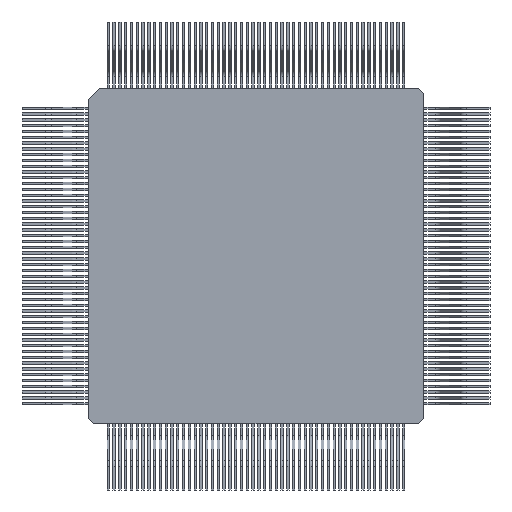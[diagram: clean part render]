
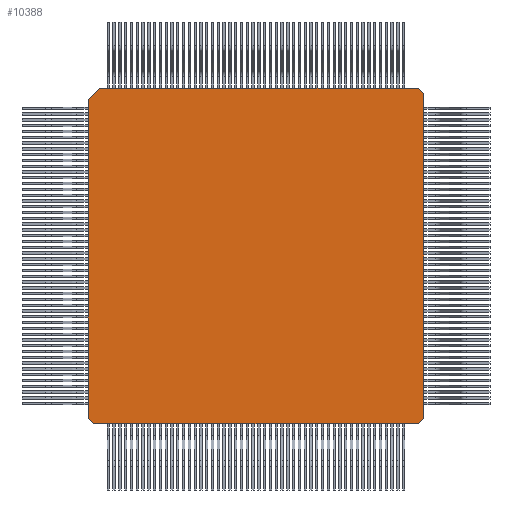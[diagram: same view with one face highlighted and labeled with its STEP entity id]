
A CAD part, front view. The second image highlights one B-rep face of the part: STEP entity #10388.
In plain terms, the highlighted planar face has unit normal (0, -1, 0).
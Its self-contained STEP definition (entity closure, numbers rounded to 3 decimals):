
#10388 = ADVANCED_FACE( '', ( #20382 ), #20383, .F. );
#20382 = FACE_OUTER_BOUND( '', #31148, .T. );
#20383 = PLANE( '', #31149 );
#31148 = EDGE_LOOP( '', ( #55327, #55328, #55329, #55330, #55331, #55332, #55333, #55334 ) );
#31149 = AXIS2_PLACEMENT_3D( '', #55335, #55336, #55337 );
#55327 = ORIENTED_EDGE( '', *, *, #75684, .F. );
#55328 = ORIENTED_EDGE( '', *, *, #68802, .F. );
#55329 = ORIENTED_EDGE( '', *, *, #70327, .F. );
#55330 = ORIENTED_EDGE( '', *, *, #70336, .F. );
#55331 = ORIENTED_EDGE( '', *, *, #73708, .F. );
#55332 = ORIENTED_EDGE( '', *, *, #78583, .F. );
#55333 = ORIENTED_EDGE( '', *, *, #69809, .F. );
#55334 = ORIENTED_EDGE( '', *, *, #78584, .F. );
#55335 = CARTESIAN_POINT( '', ( 0., 0., 0. ) );
#55336 = DIRECTION( '', ( 0., 1., 0. ) );
#55337 = DIRECTION( '', ( 1., 0., 0. ) );
#68802 = EDGE_CURVE( '', #81936, #81931, #81938, .T. );
#69809 = EDGE_CURVE( '', #83756, #83759, #83760, .T. );
#70327 = EDGE_CURVE( '', #84665, #81936, #84668, .T. );
#70336 = EDGE_CURVE( '', #84680, #84665, #84683, .T. );
#73708 = EDGE_CURVE( '', #90368, #84680, #90371, .T. );
#75684 = EDGE_CURVE( '', #81931, #93347, #93348, .T. );
#78583 = EDGE_CURVE( '', #83759, #90368, #97357, .T. );
#78584 = EDGE_CURVE( '', #93347, #83756, #97358, .T. );
#81931 = VERTEX_POINT( '', #101724 );
#81936 = VERTEX_POINT( '', #101731 );
#81938 = LINE( '', #101734, #101735 );
#83756 = VERTEX_POINT( '', #104323 );
#83759 = VERTEX_POINT( '', #104327 );
#83760 = LINE( '', #104328, #104329 );
#84665 = VERTEX_POINT( '', #105600 );
#84668 = LINE( '', #105604, #105605 );
#84680 = VERTEX_POINT( '', #105622 );
#84683 = LINE( '', #105626, #105627 );
#90368 = VERTEX_POINT( '', #113796 );
#90371 = LINE( '', #113800, #113801 );
#93347 = VERTEX_POINT( '', #118155 );
#93348 = LINE( '', #118156, #118157 );
#97357 = LINE( '', #124185, #124186 );
#97358 = LINE( '', #124187, #124188 );
#101724 = CARTESIAN_POINT( '', ( 14., 0., 14.5 ) );
#101731 = CARTESIAN_POINT( '', ( -13.5, 0., 14.5 ) );
#101734 = CARTESIAN_POINT( '', ( -13.5, 0., 14.5 ) );
#101735 = VECTOR( '', #129508, 1000. );
#104323 = CARTESIAN_POINT( '', ( 14.5, 0., -14. ) );
#104327 = CARTESIAN_POINT( '', ( 14., 0., -14.5 ) );
#104328 = CARTESIAN_POINT( '', ( 14., 0., -14.5 ) );
#104329 = VECTOR( '', #130555, 1000. );
#105600 = CARTESIAN_POINT( '', ( -14.5, 0., 13.5 ) );
#105604 = CARTESIAN_POINT( '', ( -13.5, 0., 14.5 ) );
#105605 = VECTOR( '', #131070, 1000. );
#105622 = CARTESIAN_POINT( '', ( -14.5, 0., -14. ) );
#105626 = CARTESIAN_POINT( '', ( -14.5, 0., -14. ) );
#105627 = VECTOR( '', #131077, 1000. );
#113796 = CARTESIAN_POINT( '', ( -14., 0., -14.5 ) );
#113800 = CARTESIAN_POINT( '', ( -14.5, 0., -14. ) );
#113801 = VECTOR( '', #134564, 1000. );
#118155 = CARTESIAN_POINT( '', ( 14.5, 0., 14. ) );
#118156 = CARTESIAN_POINT( '', ( 14.5, 0., 14. ) );
#118157 = VECTOR( '', #136461, 1000. );
#124185 = CARTESIAN_POINT( '', ( 14., 0., -14.5 ) );
#124186 = VECTOR( '', #138981, 1000. );
#124187 = CARTESIAN_POINT( '', ( 14.5, 0., 14. ) );
#124188 = VECTOR( '', #138982, 1000. );
#129508 = DIRECTION( '', ( 1., 0., 0. ) );
#130555 = DIRECTION( '', ( -0.707, 0., -0.707 ) );
#131070 = DIRECTION( '', ( 0.707, 0., 0.707 ) );
#131077 = DIRECTION( '', ( 0., 0., 1. ) );
#134564 = DIRECTION( '', ( -0.707, 0., 0.707 ) );
#136461 = DIRECTION( '', ( 0.707, 0., -0.707 ) );
#138981 = DIRECTION( '', ( -1., 0., 0. ) );
#138982 = DIRECTION( '', ( 0., 0., -1. ) );
